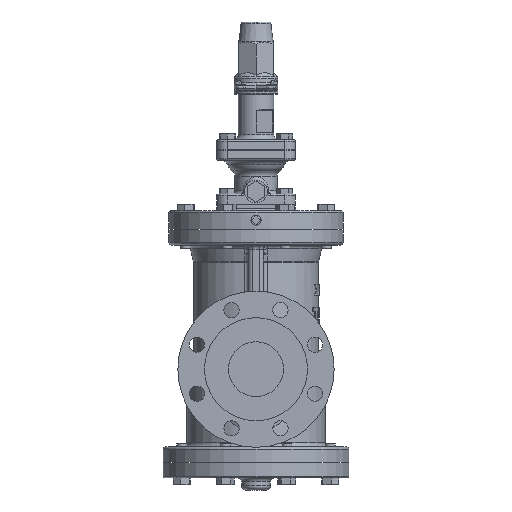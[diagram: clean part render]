
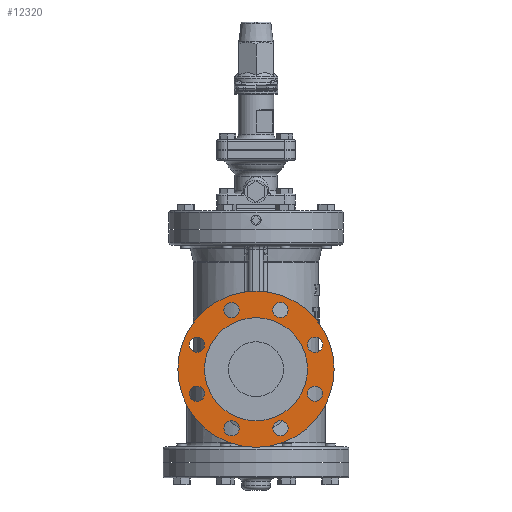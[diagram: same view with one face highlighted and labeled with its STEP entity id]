
A CAD part, left-side view. The second image highlights one B-rep face of the part: STEP entity #12320.
In plain terms, the highlighted planar face has unit normal (-1, 0, 0).
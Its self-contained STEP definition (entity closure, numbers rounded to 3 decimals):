
#493=FACE_BOUND('',#2541,.T.);
#494=FACE_BOUND('',#2542,.T.);
#495=FACE_BOUND('',#2543,.T.);
#496=FACE_BOUND('',#2544,.T.);
#497=FACE_BOUND('',#2545,.T.);
#498=FACE_BOUND('',#2546,.T.);
#499=FACE_BOUND('',#2547,.T.);
#500=FACE_BOUND('',#2548,.T.);
#501=FACE_BOUND('',#2549,.T.);
#912=PLANE('',#13663);
#1658=FACE_OUTER_BOUND('',#2540,.T.);
#2540=EDGE_LOOP('',(#11301,#11302));
#2541=EDGE_LOOP('',(#11303));
#2542=EDGE_LOOP('',(#11304));
#2543=EDGE_LOOP('',(#11305));
#2544=EDGE_LOOP('',(#11306));
#2545=EDGE_LOOP('',(#11307));
#2546=EDGE_LOOP('',(#11308));
#2547=EDGE_LOOP('',(#11309));
#2548=EDGE_LOOP('',(#11310));
#2549=EDGE_LOOP('',(#11311));
#4999=CIRCLE('',#13642,92.5);
#5000=CIRCLE('',#13643,92.5);
#5001=CIRCLE('',#13645,9.);
#5002=CIRCLE('',#13647,9.);
#5003=CIRCLE('',#13649,9.);
#5004=CIRCLE('',#13651,9.);
#5005=CIRCLE('',#13653,9.);
#5006=CIRCLE('',#13655,9.);
#5007=CIRCLE('',#13657,9.);
#5008=CIRCLE('',#13659,9.);
#5009=CIRCLE('',#13661,61.);
#6078=VERTEX_POINT('',#24324);
#6079=VERTEX_POINT('',#24326);
#6080=VERTEX_POINT('',#24330);
#6081=VERTEX_POINT('',#24334);
#6082=VERTEX_POINT('',#24338);
#6083=VERTEX_POINT('',#24342);
#6084=VERTEX_POINT('',#24346);
#6085=VERTEX_POINT('',#24350);
#6086=VERTEX_POINT('',#24354);
#6087=VERTEX_POINT('',#24358);
#6088=VERTEX_POINT('',#24362);
#7815=EDGE_CURVE('',#6078,#6079,#4999,.T.);
#7816=EDGE_CURVE('',#6079,#6078,#5000,.T.);
#7817=EDGE_CURVE('',#6080,#6080,#5001,.T.);
#7819=EDGE_CURVE('',#6081,#6081,#5002,.T.);
#7821=EDGE_CURVE('',#6082,#6082,#5003,.T.);
#7823=EDGE_CURVE('',#6083,#6083,#5004,.T.);
#7825=EDGE_CURVE('',#6084,#6084,#5005,.T.);
#7827=EDGE_CURVE('',#6085,#6085,#5006,.T.);
#7829=EDGE_CURVE('',#6086,#6086,#5007,.T.);
#7831=EDGE_CURVE('',#6087,#6087,#5008,.T.);
#7833=EDGE_CURVE('',#6088,#6088,#5009,.T.);
#11301=ORIENTED_EDGE('',*,*,#7816,.F.);
#11302=ORIENTED_EDGE('',*,*,#7815,.F.);
#11303=ORIENTED_EDGE('',*,*,#7817,.T.);
#11304=ORIENTED_EDGE('',*,*,#7819,.T.);
#11305=ORIENTED_EDGE('',*,*,#7821,.T.);
#11306=ORIENTED_EDGE('',*,*,#7823,.T.);
#11307=ORIENTED_EDGE('',*,*,#7825,.T.);
#11308=ORIENTED_EDGE('',*,*,#7827,.T.);
#11309=ORIENTED_EDGE('',*,*,#7829,.T.);
#11310=ORIENTED_EDGE('',*,*,#7831,.T.);
#11311=ORIENTED_EDGE('',*,*,#7833,.T.);
#12320=ADVANCED_FACE('',(#1658,#493,#494,#495,#496,#497,#498,#499,#500,
#501),#912,.T.);
#13642=AXIS2_PLACEMENT_3D('',#24327,#17179,#17180);
#13643=AXIS2_PLACEMENT_3D('',#24328,#17181,#17182);
#13645=AXIS2_PLACEMENT_3D('',#24331,#17185,#17186);
#13647=AXIS2_PLACEMENT_3D('',#24335,#17190,#17191);
#13649=AXIS2_PLACEMENT_3D('',#24339,#17195,#17196);
#13651=AXIS2_PLACEMENT_3D('',#24343,#17200,#17201);
#13653=AXIS2_PLACEMENT_3D('',#24347,#17205,#17206);
#13655=AXIS2_PLACEMENT_3D('',#24351,#17210,#17211);
#13657=AXIS2_PLACEMENT_3D('',#24355,#17215,#17216);
#13659=AXIS2_PLACEMENT_3D('',#24359,#17220,#17221);
#13661=AXIS2_PLACEMENT_3D('',#24363,#17225,#17226);
#13663=AXIS2_PLACEMENT_3D('',#24367,#17230,#17231);
#17179=DIRECTION('center_axis',(1.,0.,0.));
#17180=DIRECTION('ref_axis',(0.,-1.,0.));
#17181=DIRECTION('center_axis',(1.,0.,0.));
#17182=DIRECTION('ref_axis',(0.,-1.,0.));
#17185=DIRECTION('center_axis',(1.,0.,0.));
#17186=DIRECTION('ref_axis',(0.,-0.707,0.707));
#17190=DIRECTION('center_axis',(1.,0.,0.));
#17191=DIRECTION('ref_axis',(0.,-1.,0.));
#17195=DIRECTION('center_axis',(1.,0.,0.));
#17196=DIRECTION('ref_axis',(0.,-0.707,-0.707));
#17200=DIRECTION('center_axis',(1.,0.,0.));
#17201=DIRECTION('ref_axis',(0.,0.,-1.));
#17205=DIRECTION('center_axis',(1.,0.,0.));
#17206=DIRECTION('ref_axis',(0.,0.707,-0.707));
#17210=DIRECTION('center_axis',(1.,0.,0.));
#17211=DIRECTION('ref_axis',(0.,1.,0.));
#17215=DIRECTION('center_axis',(1.,0.,0.));
#17216=DIRECTION('ref_axis',(0.,0.707,0.707));
#17220=DIRECTION('center_axis',(1.,0.,0.));
#17221=DIRECTION('ref_axis',(0.,0.,1.));
#17225=DIRECTION('center_axis',(1.,0.,0.));
#17226=DIRECTION('ref_axis',(0.,0.,1.));
#17230=DIRECTION('center_axis',(-1.,0.,0.));
#17231=DIRECTION('ref_axis',(0.,0.,1.));
#24324=CARTESIAN_POINT('',(-142.,92.5,0.));
#24326=CARTESIAN_POINT('',(-142.,0.,-92.5));
#24327=CARTESIAN_POINT('Origin',(-142.,0.,0.));
#24328=CARTESIAN_POINT('Origin',(-142.,0.,0.));
#24330=CARTESIAN_POINT('',(-142.,-63.547,22.594));
#24331=CARTESIAN_POINT('Origin',(-142.,-69.911,28.958));
#24334=CARTESIAN_POINT('',(-142.,-60.911,-28.958));
#24335=CARTESIAN_POINT('Origin',(-142.,-69.911,-28.958));
#24338=CARTESIAN_POINT('',(-142.,-22.594,-63.547));
#24339=CARTESIAN_POINT('Origin',(-142.,-28.958,-69.911));
#24342=CARTESIAN_POINT('',(-142.,28.958,-60.911));
#24343=CARTESIAN_POINT('Origin',(-142.,28.958,-69.911));
#24346=CARTESIAN_POINT('',(-142.,63.547,-22.594));
#24347=CARTESIAN_POINT('Origin',(-142.,69.911,-28.958));
#24350=CARTESIAN_POINT('',(-142.,60.911,28.958));
#24351=CARTESIAN_POINT('Origin',(-142.,69.911,28.958));
#24354=CARTESIAN_POINT('',(-142.,22.594,63.547));
#24355=CARTESIAN_POINT('Origin',(-142.,28.958,69.911));
#24358=CARTESIAN_POINT('',(-142.,-28.958,60.911));
#24359=CARTESIAN_POINT('Origin',(-142.,-28.958,69.911));
#24362=CARTESIAN_POINT('',(-142.,0.,-61.));
#24363=CARTESIAN_POINT('Origin',(-142.,0.,0.));
#24367=CARTESIAN_POINT('Origin',(-142.,0.,0.));
